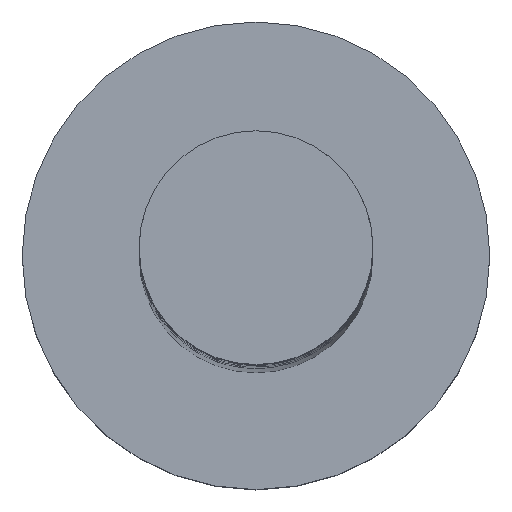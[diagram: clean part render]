
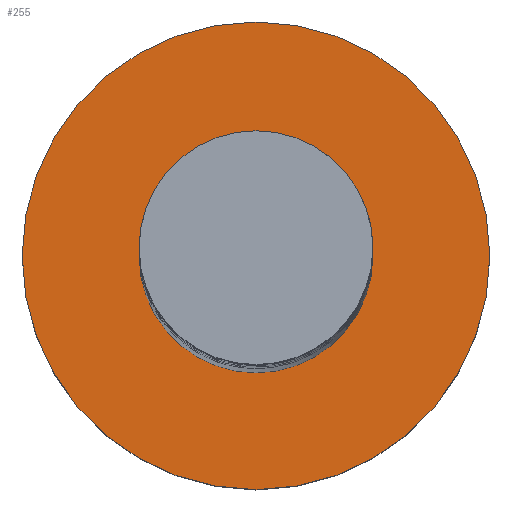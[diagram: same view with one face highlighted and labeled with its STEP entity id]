
A CAD part, top view. The second image highlights one B-rep face of the part: STEP entity #255.
In plain terms, the highlighted planar face has unit normal (0, 0, 1).
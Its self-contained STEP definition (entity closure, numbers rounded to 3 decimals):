
#25 = CARTESIAN_POINT ( 'NONE',  ( -3., 0., 5. ) ) ;
#41 = CIRCLE ( 'NONE', #827, 6. ) ;
#117 = DIRECTION ( 'NONE',  ( 0., 0., 1. ) ) ;
#181 = EDGE_CURVE ( 'NONE', #903, #1178, #429, .T. ) ;
#195 = CARTESIAN_POINT ( 'NONE',  ( 0., 0., 5. ) ) ;
#219 = DIRECTION ( 'NONE',  ( 0., 0., 1. ) ) ;
#255 = ADVANCED_FACE ( 'NONE', ( #350, #668 ), #1284, .T. ) ;
#261 = CIRCLE ( 'NONE', #1070, 3. ) ;
#305 = CARTESIAN_POINT ( 'NONE',  ( 6., 0., 5. ) ) ;
#344 = DIRECTION ( 'NONE',  ( 0., 0., 1. ) ) ;
#350 = FACE_BOUND ( 'NONE', #727, .T. ) ;
#380 = AXIS2_PLACEMENT_3D ( 'NONE', #974, #344, #1565 ) ;
#429 = CIRCLE ( 'NONE', #380, 3. ) ;
#454 = CARTESIAN_POINT ( 'NONE',  ( 0., 0., 5. ) ) ;
#540 = CARTESIAN_POINT ( 'NONE',  ( 0., 0., 5. ) ) ;
#548 = VERTEX_POINT ( 'NONE', #999 ) ;
#579 = DIRECTION ( 'NONE',  ( 1., 0., 0. ) ) ;
#602 = DIRECTION ( 'NONE',  ( 1., 0., 0. ) ) ;
#668 = FACE_OUTER_BOUND ( 'NONE', #925, .T. ) ;
#676 = DIRECTION ( 'NONE',  ( 0., 0., 1. ) ) ;
#693 = ORIENTED_EDGE ( 'NONE', *, *, #1005, .T. ) ;
#727 = EDGE_LOOP ( 'NONE', ( #874, #1007 ) ) ;
#827 = AXIS2_PLACEMENT_3D ( 'NONE', #454, #117, #602 ) ;
#874 = ORIENTED_EDGE ( 'NONE', *, *, #1056, .F. ) ;
#903 = VERTEX_POINT ( 'NONE', #1122 ) ;
#918 = CARTESIAN_POINT ( 'NONE',  ( 0., 0., 5. ) ) ;
#925 = EDGE_LOOP ( 'NONE', ( #693, #1409 ) ) ;
#974 = CARTESIAN_POINT ( 'NONE',  ( 0., 0., 5. ) ) ;
#999 = CARTESIAN_POINT ( 'NONE',  ( -6., 0., 5. ) ) ;
#1005 = EDGE_CURVE ( 'NONE', #548, #1297, #41, .T. ) ;
#1007 = ORIENTED_EDGE ( 'NONE', *, *, #181, .F. ) ;
#1040 = DIRECTION ( 'NONE',  ( 1., 0., 0. ) ) ;
#1056 = EDGE_CURVE ( 'NONE', #1178, #903, #261, .T. ) ;
#1070 = AXIS2_PLACEMENT_3D ( 'NONE', #195, #219, #579 ) ;
#1122 = CARTESIAN_POINT ( 'NONE',  ( 3., 0., 5. ) ) ;
#1146 = DIRECTION ( 'NONE',  ( 0., 0., 1. ) ) ;
#1173 = CIRCLE ( 'NONE', #1414, 6. ) ;
#1178 = VERTEX_POINT ( 'NONE', #25 ) ;
#1261 = AXIS2_PLACEMENT_3D ( 'NONE', #918, #676, #1040 ) ;
#1284 = PLANE ( 'NONE',  #1261 ) ;
#1297 = VERTEX_POINT ( 'NONE', #305 ) ;
#1318 = EDGE_CURVE ( 'NONE', #1297, #548, #1173, .T. ) ;
#1409 = ORIENTED_EDGE ( 'NONE', *, *, #1318, .T. ) ;
#1414 = AXIS2_PLACEMENT_3D ( 'NONE', #540, #1146, #1529 ) ;
#1529 = DIRECTION ( 'NONE',  ( 1., 0., 0. ) ) ;
#1565 = DIRECTION ( 'NONE',  ( 1., 0., 0. ) ) ;
